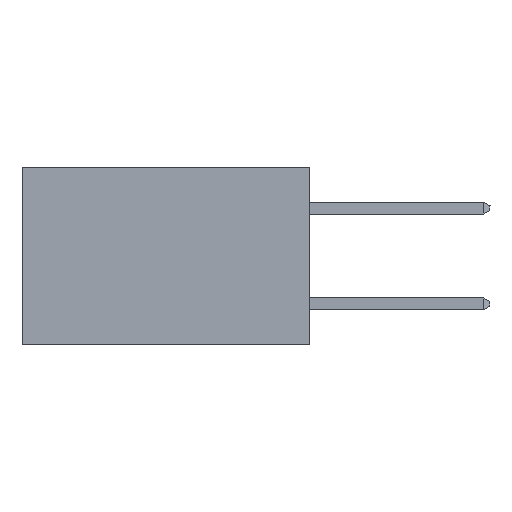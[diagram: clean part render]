
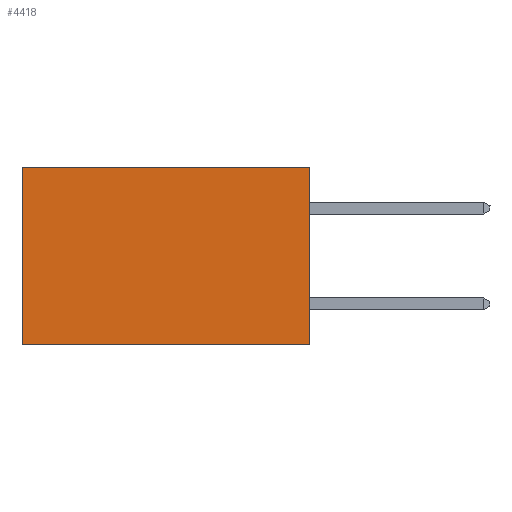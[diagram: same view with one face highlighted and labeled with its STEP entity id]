
A CAD part, left-side view. The second image highlights one B-rep face of the part: STEP entity #4418.
In plain terms, the highlighted planar face has unit normal (-1, 0, 0).
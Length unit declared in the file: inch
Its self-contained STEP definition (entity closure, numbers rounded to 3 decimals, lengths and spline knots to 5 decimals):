
#3406 = ORIENTED_EDGE ( 'NONE', *, *, #11930, .F. ) ;
#3742 = VERTEX_POINT ( 'NONE', #5209 ) ;
#4114 = VECTOR ( 'NONE', #10696, 39.37008 ) ;
#4353 = LINE ( 'NONE', #13801, #25408 ) ;
#4418 = ADVANCED_FACE ( 'NONE', ( #12748 ), #15838, .F. ) ;
#4928 = VECTOR ( 'NONE', #6267, 39.37008 ) ;
#5070 = ORIENTED_EDGE ( 'NONE', *, *, #9967, .T. ) ;
#5209 = CARTESIAN_POINT ( 'NONE',  ( 0.2875, 0.6, -0.37 ) ) ;
#5573 = EDGE_LOOP ( 'NONE', ( #5070, #6339, #3406, #25001 ) ) ;
#6267 = DIRECTION ( 'NONE',  ( 0., 0., -1. ) ) ;
#6339 = ORIENTED_EDGE ( 'NONE', *, *, #20626, .F. ) ;
#6994 = VERTEX_POINT ( 'NONE', #17724 ) ;
#7937 = DIRECTION ( 'NONE',  ( 0., 1., 0. ) ) ;
#9581 = LINE ( 'NONE', #25474, #4114 ) ;
#9764 = VERTEX_POINT ( 'NONE', #13263 ) ;
#9967 = EDGE_CURVE ( 'NONE', #24856, #3742, #20533, .T. ) ;
#10091 = DIRECTION ( 'NONE',  ( 0., 0., -1. ) ) ;
#10093 = AXIS2_PLACEMENT_3D ( 'NONE', #17833, #19720, #21792 ) ;
#10696 = DIRECTION ( 'NONE',  ( 0., 1., 0. ) ) ;
#10966 = EDGE_CURVE ( 'NONE', #6994, #24856, #4353, .T. ) ;
#11930 = EDGE_CURVE ( 'NONE', #6994, #9764, #18568, .T. ) ;
#12495 = CARTESIAN_POINT ( 'NONE',  ( 0.2875, 0., 0. ) ) ;
#12748 = FACE_OUTER_BOUND ( 'NONE', #5573, .T. ) ;
#13263 = CARTESIAN_POINT ( 'NONE',  ( 0.2875, 0., -0.37 ) ) ;
#13700 = CARTESIAN_POINT ( 'NONE',  ( 0.2875, 0.6, 0. ) ) ;
#13801 = CARTESIAN_POINT ( 'NONE',  ( 0.2875, 0., 0. ) ) ;
#15838 = PLANE ( 'NONE',  #10093 ) ;
#17381 = CARTESIAN_POINT ( 'NONE',  ( 0.2875, 0.6, 0. ) ) ;
#17724 = CARTESIAN_POINT ( 'NONE',  ( 0.2875, 0., 0. ) ) ;
#17833 = CARTESIAN_POINT ( 'NONE',  ( 0.2875, 0., 0. ) ) ;
#18568 = LINE ( 'NONE', #12495, #4928 ) ;
#19720 = DIRECTION ( 'NONE',  ( 1., 0., 0. ) ) ;
#20533 = LINE ( 'NONE', #13700, #21200 ) ;
#20626 = EDGE_CURVE ( 'NONE', #9764, #3742, #9581, .T. ) ;
#21200 = VECTOR ( 'NONE', #10091, 39.37008 ) ;
#21792 = DIRECTION ( 'NONE',  ( 0., 0., -1. ) ) ;
#24856 = VERTEX_POINT ( 'NONE', #17381 ) ;
#25001 = ORIENTED_EDGE ( 'NONE', *, *, #10966, .T. ) ;
#25408 = VECTOR ( 'NONE', #7937, 39.37008 ) ;
#25474 = CARTESIAN_POINT ( 'NONE',  ( 0.2875, 0., -0.37 ) ) ;
